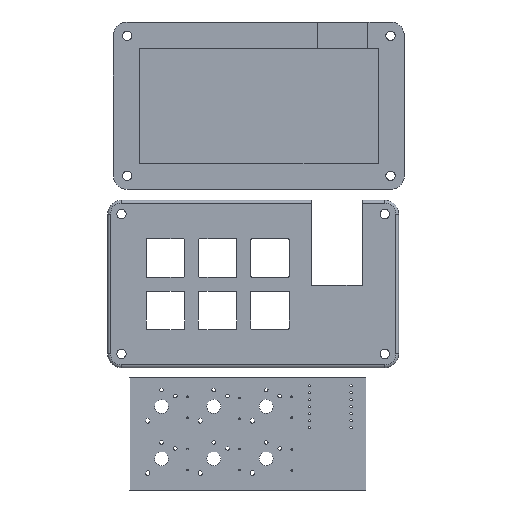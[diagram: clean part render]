
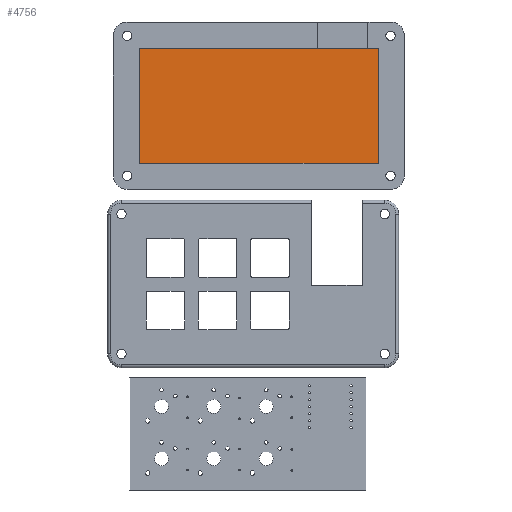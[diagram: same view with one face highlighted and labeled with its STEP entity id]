
A CAD part, top view. The second image highlights one B-rep face of the part: STEP entity #4756.
In plain terms, the highlighted planar face has unit normal (0, 0, 1).
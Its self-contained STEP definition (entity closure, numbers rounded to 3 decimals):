
#705=FACE_OUTER_BOUND('',#982,.T.);
#982=EDGE_LOOP('',(#4008,#4009,#4010,#4011));
#1350=LINE('',#8712,#1751);
#1352=LINE('',#8717,#1753);
#1353=LINE('',#8718,#1754);
#1354=LINE('',#8719,#1755);
#1751=VECTOR('',#5611,10.);
#1753=VECTOR('',#5615,10.);
#1754=VECTOR('',#5616,10.);
#1755=VECTOR('',#5617,10.);
#2215=VERTEX_POINT('',#8709);
#2216=VERTEX_POINT('',#8711);
#2217=VERTEX_POINT('',#8715);
#2218=VERTEX_POINT('',#8716);
#2838=EDGE_CURVE('',#2215,#2216,#1350,.T.);
#2840=EDGE_CURVE('',#2217,#2218,#1352,.T.);
#2841=EDGE_CURVE('',#2216,#2217,#1353,.T.);
#2842=EDGE_CURVE('',#2218,#2215,#1354,.T.);
#4008=ORIENTED_EDGE('',*,*,#2840,.F.);
#4009=ORIENTED_EDGE('',*,*,#2841,.F.);
#4010=ORIENTED_EDGE('',*,*,#2838,.F.);
#4011=ORIENTED_EDGE('',*,*,#2842,.F.);
#4546=PLANE('',#4974);
#4756=ADVANCED_FACE('',(#705),#4546,.T.);
#4974=AXIS2_PLACEMENT_3D('',#8714,#5613,#5614);
#5611=DIRECTION('',(1.,0.,0.));
#5613=DIRECTION('center_axis',(0.,0.,1.));
#5614=DIRECTION('ref_axis',(1.,0.,0.));
#5615=DIRECTION('',(-1.,0.,0.));
#5616=DIRECTION('',(0.,-1.,0.));
#5617=DIRECTION('',(0.,1.,0.));
#8709=CARTESIAN_POINT('',(-43.5,21.,3.));
#8711=CARTESIAN_POINT('',(43.5,21.,3.));
#8712=CARTESIAN_POINT('',(-21.75,21.,3.));
#8714=CARTESIAN_POINT('Origin',(0.,0.,3.));
#8715=CARTESIAN_POINT('',(43.5,-21.,3.));
#8716=CARTESIAN_POINT('',(-43.5,-21.,3.));
#8717=CARTESIAN_POINT('',(21.75,-21.,3.));
#8718=CARTESIAN_POINT('',(43.5,10.5,3.));
#8719=CARTESIAN_POINT('',(-43.5,-10.5,3.));
